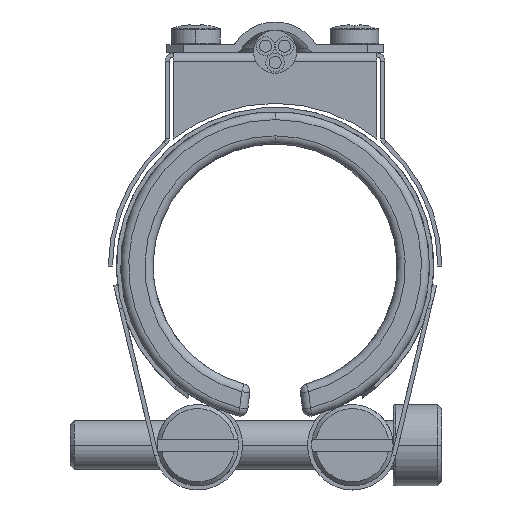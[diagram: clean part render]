
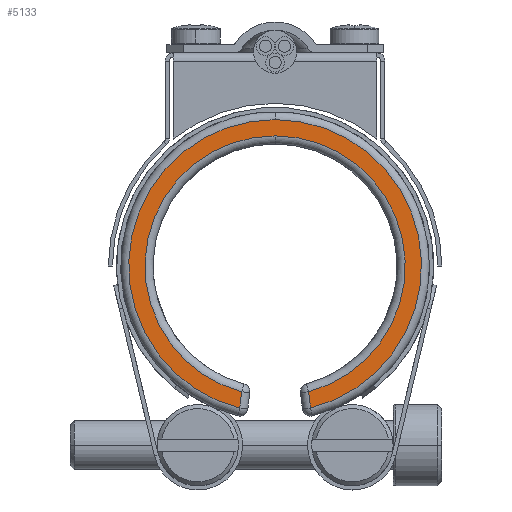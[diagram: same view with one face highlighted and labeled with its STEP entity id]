
A CAD part, front view. The second image highlights one B-rep face of the part: STEP entity #5133.
In plain terms, the highlighted planar face has unit normal (0, -1, 0).
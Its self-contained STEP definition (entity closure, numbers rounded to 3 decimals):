
#244 = VERTEX_POINT ( 'NONE', #5464 ) ;
#554 = CARTESIAN_POINT ( 'NONE',  ( -4.117, -44., -15.567 ) ) ;
#700 = ORIENTED_EDGE ( 'NONE', *, *, #6857, .T. ) ;
#942 = EDGE_LOOP ( 'NONE', ( #7638, #700, #11181, #4124, #8746, #5680 ) ) ;
#1259 = DIRECTION ( 'NONE',  ( 0., 0., 1. ) ) ;
#1462 = DIRECTION ( 'NONE',  ( 0.125, 0., 0.992 ) ) ;
#1551 = CIRCLE ( 'NONE', #10669, 18. ) ;
#1582 = VERTEX_POINT ( 'NONE', #7066 ) ;
#1827 = CARTESIAN_POINT ( 'NONE',  ( 4.356, -44., -17.465 ) ) ;
#2775 = DIRECTION ( 'NONE',  ( 0., 1., 0. ) ) ;
#2813 = DIRECTION ( 'NONE',  ( 0., -1., 0. ) ) ;
#2842 = DIRECTION ( 'NONE',  ( 0., 0., 1. ) ) ;
#2878 = VECTOR ( 'NONE', #5981, 1000. ) ;
#3043 = AXIS2_PLACEMENT_3D ( 'NONE', #6664, #5752, #2842 ) ;
#3323 = LINE ( 'NONE', #8028, #2878 ) ;
#3491 = CARTESIAN_POINT ( 'NONE',  ( 0., -44., 0. ) ) ;
#3773 = CIRCLE ( 'NONE', #9612, 16. ) ;
#4124 = ORIENTED_EDGE ( 'NONE', *, *, #8974, .T. ) ;
#4584 = CARTESIAN_POINT ( 'NONE',  ( 0., -44., 0. ) ) ;
#4624 = DIRECTION ( 'NONE',  ( 0., 0., 1. ) ) ;
#4658 = CARTESIAN_POINT ( 'NONE',  ( 0., -44., 0. ) ) ;
#4950 = PLANE ( 'NONE',  #10455 ) ;
#5133 = ADVANCED_FACE ( 'NONE', ( #11241 ), #4950, .F. ) ;
#5464 = CARTESIAN_POINT ( 'NONE',  ( 0., -44., 16. ) ) ;
#5680 = ORIENTED_EDGE ( 'NONE', *, *, #8043, .T. ) ;
#5752 = DIRECTION ( 'NONE',  ( 0., -1., 0. ) ) ;
#5764 = DIRECTION ( 'NONE',  ( 0., 0., 1. ) ) ;
#5981 = DIRECTION ( 'NONE',  ( 0.125, 0., -0.992 ) ) ;
#6496 = VERTEX_POINT ( 'NONE', #7641 ) ;
#6664 = CARTESIAN_POINT ( 'NONE',  ( 0., -44., 0. ) ) ;
#6857 = EDGE_CURVE ( 'NONE', #244, #10016, #3773, .T. ) ;
#6927 = CIRCLE ( 'NONE', #3043, 18. ) ;
#7066 = CARTESIAN_POINT ( 'NONE',  ( 0., -44., 18. ) ) ;
#7638 = ORIENTED_EDGE ( 'NONE', *, *, #9015, .T. ) ;
#7641 = CARTESIAN_POINT ( 'NONE',  ( -4.356, -44., -17.465 ) ) ;
#7929 = AXIS2_PLACEMENT_3D ( 'NONE', #4584, #2775, #4624 ) ;
#8028 = CARTESIAN_POINT ( 'NONE',  ( 4.367, -44., -17.556 ) ) ;
#8043 = EDGE_CURVE ( 'NONE', #6496, #9898, #11617, .T. ) ;
#8311 = EDGE_CURVE ( 'NONE', #1582, #6496, #1551, .T. ) ;
#8443 = CIRCLE ( 'NONE', #7929, 16. ) ;
#8633 = CARTESIAN_POINT ( 'NONE',  ( -4.104, -44., -15.465 ) ) ;
#8746 = ORIENTED_EDGE ( 'NONE', *, *, #8311, .T. ) ;
#8974 = EDGE_CURVE ( 'NONE', #10760, #1582, #6927, .T. ) ;
#9015 = EDGE_CURVE ( 'NONE', #9898, #244, #8443, .T. ) ;
#9612 = AXIS2_PLACEMENT_3D ( 'NONE', #3491, #11281, #11235 ) ;
#9657 = VECTOR ( 'NONE', #1462, 1000. ) ;
#9898 = VERTEX_POINT ( 'NONE', #8633 ) ;
#9936 = EDGE_CURVE ( 'NONE', #10016, #10760, #3323, .T. ) ;
#10016 = VERTEX_POINT ( 'NONE', #11766 ) ;
#10455 = AXIS2_PLACEMENT_3D ( 'NONE', #11664, #10749, #1259 ) ;
#10669 = AXIS2_PLACEMENT_3D ( 'NONE', #4658, #2813, #5764 ) ;
#10749 = DIRECTION ( 'NONE',  ( 0., 1., 0. ) ) ;
#10760 = VERTEX_POINT ( 'NONE', #1827 ) ;
#11181 = ORIENTED_EDGE ( 'NONE', *, *, #9936, .T. ) ;
#11235 = DIRECTION ( 'NONE',  ( 0., 0., 1. ) ) ;
#11241 = FACE_OUTER_BOUND ( 'NONE', #942, .T. ) ;
#11281 = DIRECTION ( 'NONE',  ( 0., 1., 0. ) ) ;
#11617 = LINE ( 'NONE', #554, #9657 ) ;
#11664 = CARTESIAN_POINT ( 'NONE',  ( 0., -44., 0. ) ) ;
#11766 = CARTESIAN_POINT ( 'NONE',  ( 4.104, -44., -15.465 ) ) ;
